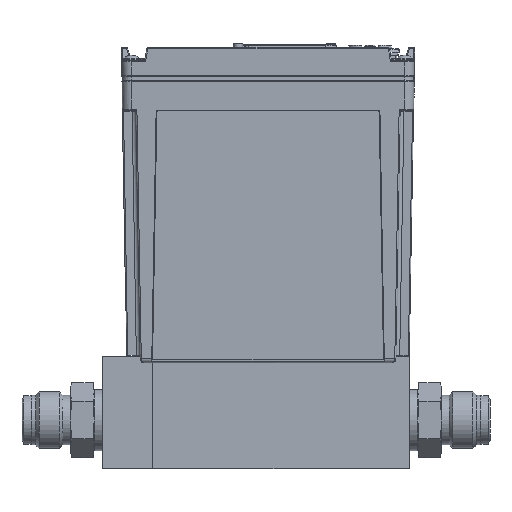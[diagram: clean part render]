
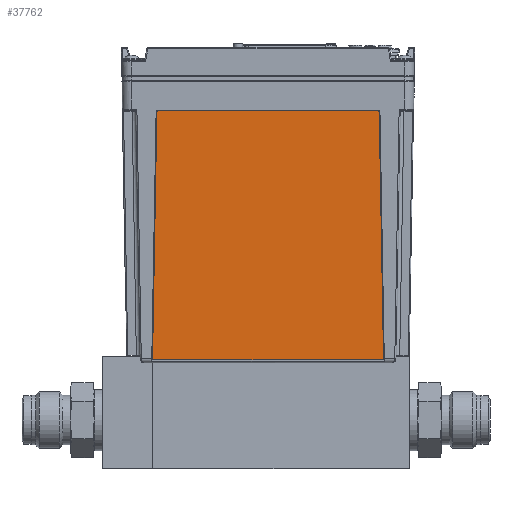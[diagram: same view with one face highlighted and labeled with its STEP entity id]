
A CAD part, top view. The second image highlights one B-rep face of the part: STEP entity #37762.
In plain terms, the highlighted planar face has unit normal (0, -0.018, 1).
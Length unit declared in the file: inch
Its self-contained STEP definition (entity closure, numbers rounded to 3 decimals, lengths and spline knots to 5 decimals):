
#2886 = AXIS2_PLACEMENT_3D ( 'NONE', #9665, #9666, #9667 ) ;
#2894 = AXIS2_PLACEMENT_3D ( 'NONE', #9796, #9797, #9798 ) ;
#2895 = AXIS2_PLACEMENT_3D ( 'NONE', #9805, #9806, #9807 ) ;
#2896 = AXIS2_PLACEMENT_3D ( 'NONE', #9835, #9836, #9837 ) ;
#6641 = LINE ( 'NONE', #9649, #6646 ) ;
#6646 = VECTOR ( 'NONE', #9654, 39.37008 ) ;
#6647 = CIRCLE ( 'NONE', #2886, 0.02 ) ;
#6655 = LINE ( 'NONE', #9668, #6658 ) ;
#6658 = VECTOR ( 'NONE', #9669, 39.37008 ) ;
#6672 = CIRCLE ( 'NONE', #2894, 0.02 ) ;
#6679 = LINE ( 'NONE', #9801, #6682 ) ;
#6681 = CIRCLE ( 'NONE', #2895, 0.02 ) ;
#6682 = VECTOR ( 'NONE', #9802, 39.37008 ) ;
#6696 = CIRCLE ( 'NONE', #2896, 0.02 ) ;
#6701 = LINE ( 'NONE', #9850, #6704 ) ;
#6704 = VECTOR ( 'NONE', #9851, 39.37008 ) ;
#8388 = EDGE_LOOP ( 'NONE', ( #42638, #42639, #42640, #42641, #42642, #42643, #42644, #42645 ) ) ;
#9649 = CARTESIAN_POINT ( 'NONE',  ( -2.7635, 0.80953, 0.96303 ) ) ;
#9654 = DIRECTION ( 'NONE',  ( 1., 0., 0. ) ) ;
#9665 = CARTESIAN_POINT ( 'NONE',  ( -2.74315, 0.82953, 0.96338 ) ) ;
#9666 = DIRECTION ( 'NONE',  ( 0., -0.017, 1. ) ) ;
#9667 = DIRECTION ( 'NONE',  ( 1., 0., 0. ) ) ;
#9668 = CARTESIAN_POINT ( 'NONE',  ( -2.6965, 4.63895, 1.02987 ) ) ;
#9669 = DIRECTION ( 'NONE',  ( -0.017, -1., -0.017 ) ) ;
#9796 = CARTESIAN_POINT ( 'NONE',  ( 0.77015, 0.82953, 0.96338 ) ) ;
#9797 = DIRECTION ( 'NONE',  ( 0., -0.017, 1. ) ) ;
#9798 = DIRECTION ( 'NONE',  ( 1., 0., 0. ) ) ;
#9801 = CARTESIAN_POINT ( 'NONE',  ( 0.7235, 4.63895, 1.02987 ) ) ;
#9802 = DIRECTION ( 'NONE',  ( -1., 0., 0. ) ) ;
#9805 = CARTESIAN_POINT ( 'NONE',  ( 0.70385, 4.61895, 1.02953 ) ) ;
#9806 = DIRECTION ( 'NONE',  ( 0., -0.017, 1. ) ) ;
#9807 = DIRECTION ( 'NONE',  ( 1., 0., 0. ) ) ;
#9835 = CARTESIAN_POINT ( 'NONE',  ( -2.67685, 4.61895, 1.02953 ) ) ;
#9836 = DIRECTION ( 'NONE',  ( 0., -0.017, 1. ) ) ;
#9837 = DIRECTION ( 'NONE',  ( 1., 0., 0. ) ) ;
#9850 = CARTESIAN_POINT ( 'NONE',  ( 0.7905, 0.80953, 0.96303 ) ) ;
#9851 = DIRECTION ( 'NONE',  ( -0.017, 1., 0.017 ) ) ;
#17803 = FACE_OUTER_BOUND ( 'NONE', #8388, .T. ) ;
#18105 = AXIS2_PLACEMENT_3D ( 'NONE', #20227, #20228, #20229 ) ;
#20218 = PLANE ( 'NONE',  #18105 ) ;
#20227 = CARTESIAN_POINT ( 'NONE',  ( -0.9865, 4.63895, 1.02987 ) ) ;
#20228 = DIRECTION ( 'NONE',  ( 0., -0.017, 1. ) ) ;
#20229 = DIRECTION ( 'NONE',  ( 1., 0., 0. ) ) ;
#32923 = VERTEX_POINT ( 'NONE', #45106 ) ;
#32928 = VERTEX_POINT ( 'NONE', #45111 ) ;
#32929 = VERTEX_POINT ( 'NONE', #45112 ) ;
#32930 = VERTEX_POINT ( 'NONE', #45113 ) ;
#34476 = VERTEX_POINT ( 'NONE', #45976 ) ;
#34477 = VERTEX_POINT ( 'NONE', #45969 ) ;
#34484 = VERTEX_POINT ( 'NONE', #45982 ) ;
#34501 = VERTEX_POINT ( 'NONE', #45999 ) ;
#36930 = EDGE_CURVE ( 'NONE', #32930, #32923, #6641, .T. ) ;
#36935 = EDGE_CURVE ( 'NONE', #32928, #32930, #6647, .T. ) ;
#36937 = EDGE_CURVE ( 'NONE', #32929, #32928, #6655, .T. ) ;
#36971 = EDGE_CURVE ( 'NONE', #32923, #34484, #6672, .T. ) ;
#36974 = EDGE_CURVE ( 'NONE', #34501, #34477, #6679, .T. ) ;
#36975 = EDGE_CURVE ( 'NONE', #34476, #34501, #6681, .T. ) ;
#36984 = EDGE_CURVE ( 'NONE', #34477, #32929, #6696, .T. ) ;
#36989 = EDGE_CURVE ( 'NONE', #34484, #34476, #6701, .T. ) ;
#37762 = ADVANCED_FACE ( 'NONE', ( #17803 ), #20218, .T. ) ;
#42638 = ORIENTED_EDGE ( 'NONE', *, *, #36930, .T. ) ;
#42639 = ORIENTED_EDGE ( 'NONE', *, *, #36971, .T. ) ;
#42640 = ORIENTED_EDGE ( 'NONE', *, *, #36989, .T. ) ;
#42641 = ORIENTED_EDGE ( 'NONE', *, *, #36975, .T. ) ;
#42642 = ORIENTED_EDGE ( 'NONE', *, *, #36974, .T. ) ;
#42643 = ORIENTED_EDGE ( 'NONE', *, *, #36984, .T. ) ;
#42644 = ORIENTED_EDGE ( 'NONE', *, *, #36937, .T. ) ;
#42645 = ORIENTED_EDGE ( 'NONE', *, *, #36935, .T. ) ;
#45106 = CARTESIAN_POINT ( 'NONE',  ( 0.77015, 0.80953, 0.96303 ) ) ;
#45111 = CARTESIAN_POINT ( 'NONE',  ( -2.76314, 0.82988, 0.96339 ) ) ;
#45112 = CARTESIAN_POINT ( 'NONE',  ( -2.69684, 4.6193, 1.02953 ) ) ;
#45113 = CARTESIAN_POINT ( 'NONE',  ( -2.74315, 0.80953, 0.96303 ) ) ;
#45969 = CARTESIAN_POINT ( 'NONE',  ( -2.67685, 4.63895, 1.02987 ) ) ;
#45976 = CARTESIAN_POINT ( 'NONE',  ( 0.72384, 4.6193, 1.02953 ) ) ;
#45982 = CARTESIAN_POINT ( 'NONE',  ( 0.79014, 0.82988, 0.96339 ) ) ;
#45999 = CARTESIAN_POINT ( 'NONE',  ( 0.70385, 4.63895, 1.02987 ) ) ;
